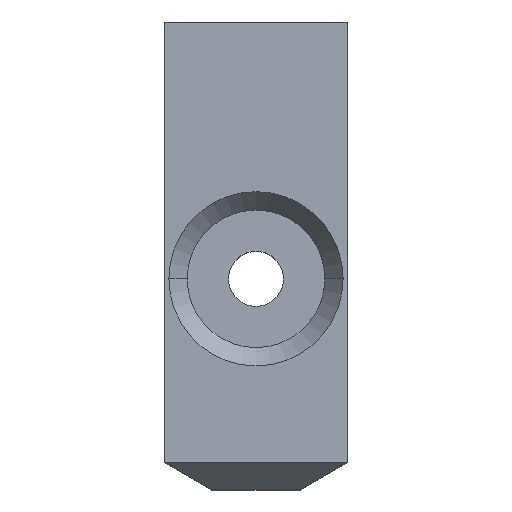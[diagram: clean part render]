
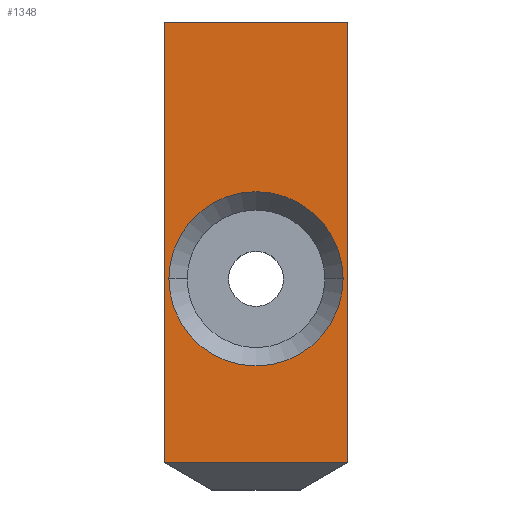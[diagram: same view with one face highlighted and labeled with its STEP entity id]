
A CAD part, top view. The second image highlights one B-rep face of the part: STEP entity #1348.
In plain terms, the highlighted planar face has unit normal (0, 0, 1).
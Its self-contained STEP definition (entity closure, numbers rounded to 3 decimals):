
#27 = AXIS2_PLACEMENT_3D ( 'NONE', #993, #992, #990 ) ;
#30 = CIRCLE ( 'NONE', #27, 9.5 ) ;
#68 = VECTOR ( 'NONE', #509, 1000. ) ;
#147 = AXIS2_PLACEMENT_3D ( 'NONE', #758, #747, #743 ) ;
#205 = EDGE_CURVE ( 'NONE', #875, #918, #30, .T. ) ;
#298 = VECTOR ( 'NONE', #480, 1000. ) ;
#299 = AXIS2_PLACEMENT_3D ( 'NONE', #487, #486, #485 ) ;
#300 = VECTOR ( 'NONE', #484, 1000. ) ;
#302 = CIRCLE ( 'NONE', #299, 9.5 ) ;
#304 = VECTOR ( 'NONE', #491, 1000. ) ;
#480 = DIRECTION ( 'NONE',  ( 1., 0., 0. ) ) ;
#481 = CARTESIAN_POINT ( 'NONE',  ( -37.6, 48., 137. ) ) ;
#483 = LINE ( 'NONE', #481, #298 ) ;
#484 = DIRECTION ( 'NONE',  ( 1., 0., 0. ) ) ;
#485 = DIRECTION ( 'NONE',  ( -1., 0., 0. ) ) ;
#486 = DIRECTION ( 'NONE',  ( 0., 0., -1. ) ) ;
#487 = CARTESIAN_POINT ( 'NONE',  ( -47.6, 20., 137. ) ) ;
#491 = DIRECTION ( 'NONE',  ( 0., -1., 0. ) ) ;
#492 = CARTESIAN_POINT ( 'NONE',  ( -57.6, 48., 137. ) ) ;
#493 = LINE ( 'NONE', #500, #300 ) ;
#494 = LINE ( 'NONE', #492, #304 ) ;
#500 = CARTESIAN_POINT ( 'NONE',  ( -37.6, 0., 137. ) ) ;
#509 = DIRECTION ( 'NONE',  ( 0., -1., 0. ) ) ;
#510 = CARTESIAN_POINT ( 'NONE',  ( -37.6, 48., 137. ) ) ;
#511 = LINE ( 'NONE', #510, #68 ) ;
#743 = DIRECTION ( 'NONE',  ( -1., 0., 0. ) ) ;
#747 = DIRECTION ( 'NONE',  ( 0., 0., -1. ) ) ;
#749 = PLANE ( 'NONE',  #147 ) ;
#751 = FACE_BOUND ( 'NONE', #1137, .T. ) ;
#758 = CARTESIAN_POINT ( 'NONE',  ( -37.6, 48., 137. ) ) ;
#761 = FACE_OUTER_BOUND ( 'NONE', #1127, .T. ) ;
#829 = CARTESIAN_POINT ( 'NONE',  ( -37.6, 48., 137. ) ) ;
#851 = CARTESIAN_POINT ( 'NONE',  ( -37.6, 0., 137. ) ) ;
#858 = CARTESIAN_POINT ( 'NONE',  ( -57.6, 0., 137. ) ) ;
#862 = CARTESIAN_POINT ( 'NONE',  ( -57.6, 48., 137. ) ) ;
#871 = CARTESIAN_POINT ( 'NONE',  ( -57.1, 20., 137. ) ) ;
#875 = VERTEX_POINT ( 'NONE', #885 ) ;
#885 = CARTESIAN_POINT ( 'NONE',  ( -38.1, 20., 137. ) ) ;
#918 = VERTEX_POINT ( 'NONE', #871 ) ;
#990 = DIRECTION ( 'NONE',  ( -1., 0., 0. ) ) ;
#992 = DIRECTION ( 'NONE',  ( 0., 0., -1. ) ) ;
#993 = CARTESIAN_POINT ( 'NONE',  ( -47.6, 20., 137. ) ) ;
#1127 = EDGE_LOOP ( 'NONE', ( #1252, #1253, #1254, #1255 ) ) ;
#1137 = EDGE_LOOP ( 'NONE', ( #1250, #1251 ) ) ;
#1174 = VERTEX_POINT ( 'NONE', #862 ) ;
#1175 = VERTEX_POINT ( 'NONE', #858 ) ;
#1182 = VERTEX_POINT ( 'NONE', #851 ) ;
#1199 = VERTEX_POINT ( 'NONE', #829 ) ;
#1250 = ORIENTED_EDGE ( 'NONE', *, *, #205, .T. ) ;
#1251 = ORIENTED_EDGE ( 'NONE', *, *, #1425, .T. ) ;
#1252 = ORIENTED_EDGE ( 'NONE', *, *, #1426, .T. ) ;
#1253 = ORIENTED_EDGE ( 'NONE', *, *, #1418, .F. ) ;
#1254 = ORIENTED_EDGE ( 'NONE', *, *, #1427, .F. ) ;
#1255 = ORIENTED_EDGE ( 'NONE', *, *, #1423, .T. ) ;
#1348 = ADVANCED_FACE ( 'NONE', ( #751, #761 ), #749, .F. ) ;
#1418 = EDGE_CURVE ( 'NONE', #1199, #1182, #511, .T. ) ;
#1423 = EDGE_CURVE ( 'NONE', #1174, #1175, #494, .T. ) ;
#1425 = EDGE_CURVE ( 'NONE', #918, #875, #302, .T. ) ;
#1426 = EDGE_CURVE ( 'NONE', #1175, #1182, #493, .T. ) ;
#1427 = EDGE_CURVE ( 'NONE', #1174, #1199, #483, .T. ) ;
